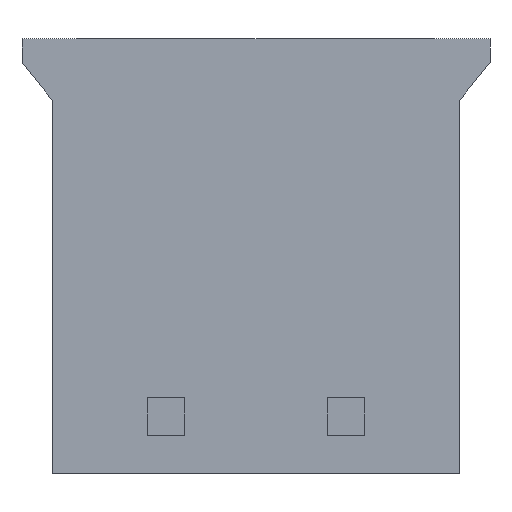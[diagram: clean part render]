
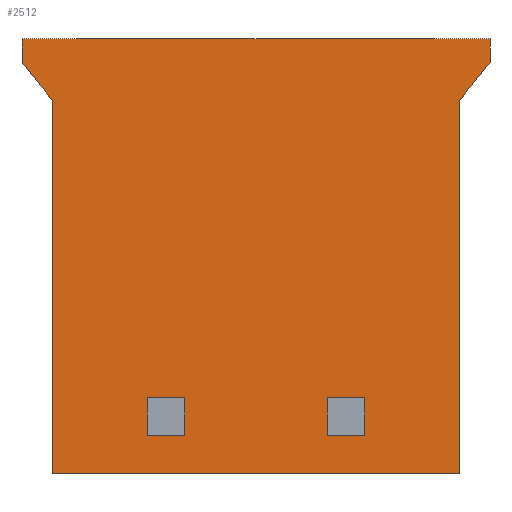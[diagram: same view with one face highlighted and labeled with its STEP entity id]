
A CAD part, front view. The second image highlights one B-rep face of the part: STEP entity #2512.
In plain terms, the highlighted planar face has unit normal (0, -1, 0).
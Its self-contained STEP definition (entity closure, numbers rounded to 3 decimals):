
#80=DIRECTION('',(-1.,0.,0.));
#81=VECTOR('',#80,9.91);
#82=CARTESIAN_POINT('',(4.955,-3.,0.));
#83=LINE('',#82,#81);
#206=DIRECTION('',(0.,0.,1.));
#207=VECTOR('',#206,0.5);
#208=CARTESIAN_POINT('',(4.955,-3.,-0.5));
#209=LINE('',#208,#207);
#210=DIRECTION('',(0.625,0.,0.781));
#211=VECTOR('',#210,1.024);
#212=CARTESIAN_POINT('',(4.315,-3.,-1.3));
#213=LINE('',#212,#211);
#214=DIRECTION('',(0.,0.,-1.));
#215=VECTOR('',#214,7.9);
#216=CARTESIAN_POINT('',(-4.315,-3.,-1.3));
#217=LINE('',#216,#215);
#218=DIRECTION('',(0.625,0.,-0.781));
#219=VECTOR('',#218,1.024);
#220=CARTESIAN_POINT('',(-4.955,-3.,-0.5));
#221=LINE('',#220,#219);
#222=DIRECTION('',(0.,0.,-1.));
#223=VECTOR('',#222,0.5);
#224=CARTESIAN_POINT('',(-4.955,-3.,0.));
#225=LINE('',#224,#223);
#226=DIRECTION('',(0.,0.,-1.));
#227=VECTOR('',#226,0.8);
#228=CARTESIAN_POINT('',(1.505,-3.,-7.6));
#229=LINE('',#228,#227);
#230=DIRECTION('',(1.,0.,0.));
#231=VECTOR('',#230,0.8);
#232=CARTESIAN_POINT('',(1.505,-3.,-8.4));
#233=LINE('',#232,#231);
#234=DIRECTION('',(0.,0.,1.));
#235=VECTOR('',#234,0.8);
#236=CARTESIAN_POINT('',(2.305,-3.,-8.4));
#237=LINE('',#236,#235);
#238=DIRECTION('',(-1.,0.,0.));
#239=VECTOR('',#238,0.8);
#240=CARTESIAN_POINT('',(2.305,-3.,-7.6));
#241=LINE('',#240,#239);
#242=DIRECTION('',(0.,0.,-1.));
#243=VECTOR('',#242,0.8);
#244=CARTESIAN_POINT('',(-2.305,-3.,-7.6));
#245=LINE('',#244,#243);
#246=DIRECTION('',(1.,0.,0.));
#247=VECTOR('',#246,0.8);
#248=CARTESIAN_POINT('',(-2.305,-3.,-8.4));
#249=LINE('',#248,#247);
#250=DIRECTION('',(0.,0.,1.));
#251=VECTOR('',#250,0.8);
#252=CARTESIAN_POINT('',(-1.505,-3.,-8.4));
#253=LINE('',#252,#251);
#254=DIRECTION('',(-1.,0.,0.));
#255=VECTOR('',#254,0.8);
#256=CARTESIAN_POINT('',(-1.505,-3.,-7.6));
#257=LINE('',#256,#255);
#403=DIRECTION('',(1.,0.,0.));
#404=VECTOR('',#403,8.63);
#405=CARTESIAN_POINT('',(-4.315,-3.,-9.2));
#406=LINE('',#405,#404);
#534=DIRECTION('',(0.,0.,-1.));
#535=VECTOR('',#534,7.9);
#536=CARTESIAN_POINT('',(4.315,-3.,-1.3));
#537=LINE('',#536,#535);
#1902=CARTESIAN_POINT('',(-4.315,-3.,-9.2));
#1903=CARTESIAN_POINT('',(4.315,-3.,-9.2));
#1904=VERTEX_POINT('',#1902);
#1905=VERTEX_POINT('',#1903);
#1918=CARTESIAN_POINT('',(4.955,-3.,-0.5));
#1919=CARTESIAN_POINT('',(4.955,-3.,0.));
#1920=VERTEX_POINT('',#1918);
#1921=VERTEX_POINT('',#1919);
#1922=CARTESIAN_POINT('',(-4.955,-3.,0.));
#1923=CARTESIAN_POINT('',(-4.955,-3.,-0.5));
#1924=VERTEX_POINT('',#1922);
#1925=VERTEX_POINT('',#1923);
#1926=CARTESIAN_POINT('',(-4.315,-3.,-1.3));
#1927=VERTEX_POINT('',#1926);
#1928=CARTESIAN_POINT('',(4.315,-3.,-1.3));
#1929=VERTEX_POINT('',#1928);
#2194=CARTESIAN_POINT('',(1.505,-3.,-7.6));
#2195=CARTESIAN_POINT('',(1.505,-3.,-8.4));
#2196=VERTEX_POINT('',#2194);
#2197=VERTEX_POINT('',#2195);
#2198=CARTESIAN_POINT('',(2.305,-3.,-8.4));
#2199=VERTEX_POINT('',#2198);
#2200=CARTESIAN_POINT('',(2.305,-3.,-7.6));
#2201=VERTEX_POINT('',#2200);
#2210=CARTESIAN_POINT('',(-2.305,-3.,-7.6));
#2211=CARTESIAN_POINT('',(-2.305,-3.,-8.4));
#2212=VERTEX_POINT('',#2210);
#2213=VERTEX_POINT('',#2211);
#2214=CARTESIAN_POINT('',(-1.505,-3.,-8.4));
#2215=VERTEX_POINT('',#2214);
#2216=CARTESIAN_POINT('',(-1.505,-3.,-7.6));
#2217=VERTEX_POINT('',#2216);
#2471=CARTESIAN_POINT('',(-4.315,-3.,0.));
#2472=DIRECTION('',(0.,-1.,0.));
#2473=DIRECTION('',(1.,0.,0.));
#2474=AXIS2_PLACEMENT_3D('',#2471,#2472,#2473);
#2475=PLANE('',#2474);
#2476=ORIENTED_EDGE('',*,*,#2389,.F.);
#2478=ORIENTED_EDGE('',*,*,#2477,.F.);
#2480=ORIENTED_EDGE('',*,*,#2479,.F.);
#2482=ORIENTED_EDGE('',*,*,#2481,.T.);
#2484=ORIENTED_EDGE('',*,*,#2483,.F.);
#2486=ORIENTED_EDGE('',*,*,#2485,.F.);
#2488=ORIENTED_EDGE('',*,*,#2487,.F.);
#2489=ORIENTED_EDGE('',*,*,#2460,.F.);
#2490=EDGE_LOOP('',(#2476,#2478,#2480,#2482,#2484,#2486,#2488,#2489));
#2491=FACE_OUTER_BOUND('',#2490,.F.);
#2493=ORIENTED_EDGE('',*,*,#2492,.T.);
#2495=ORIENTED_EDGE('',*,*,#2494,.T.);
#2497=ORIENTED_EDGE('',*,*,#2496,.T.);
#2499=ORIENTED_EDGE('',*,*,#2498,.T.);
#2500=EDGE_LOOP('',(#2493,#2495,#2497,#2499));
#2501=FACE_BOUND('',#2500,.F.);
#2503=ORIENTED_EDGE('',*,*,#2502,.T.);
#2505=ORIENTED_EDGE('',*,*,#2504,.T.);
#2507=ORIENTED_EDGE('',*,*,#2506,.T.);
#2509=ORIENTED_EDGE('',*,*,#2508,.T.);
#2510=EDGE_LOOP('',(#2503,#2505,#2507,#2509));
#2511=FACE_BOUND('',#2510,.F.);
#2512=ADVANCED_FACE('',(#2491,#2501,#2511),#2475,.T.);
#2389=EDGE_CURVE('',#1921,#1924,#83,.T.);
#2460=EDGE_CURVE('',#1924,#1925,#225,.T.);
#2477=EDGE_CURVE('',#1920,#1921,#209,.T.);
#2479=EDGE_CURVE('',#1929,#1920,#213,.T.);
#2481=EDGE_CURVE('',#1929,#1905,#537,.T.);
#2483=EDGE_CURVE('',#1904,#1905,#406,.T.);
#2485=EDGE_CURVE('',#1927,#1904,#217,.T.);
#2487=EDGE_CURVE('',#1925,#1927,#221,.T.);
#2492=EDGE_CURVE('',#2196,#2197,#229,.T.);
#2494=EDGE_CURVE('',#2197,#2199,#233,.T.);
#2496=EDGE_CURVE('',#2199,#2201,#237,.T.);
#2498=EDGE_CURVE('',#2201,#2196,#241,.T.);
#2502=EDGE_CURVE('',#2212,#2213,#245,.T.);
#2504=EDGE_CURVE('',#2213,#2215,#249,.T.);
#2506=EDGE_CURVE('',#2215,#2217,#253,.T.);
#2508=EDGE_CURVE('',#2217,#2212,#257,.T.);
